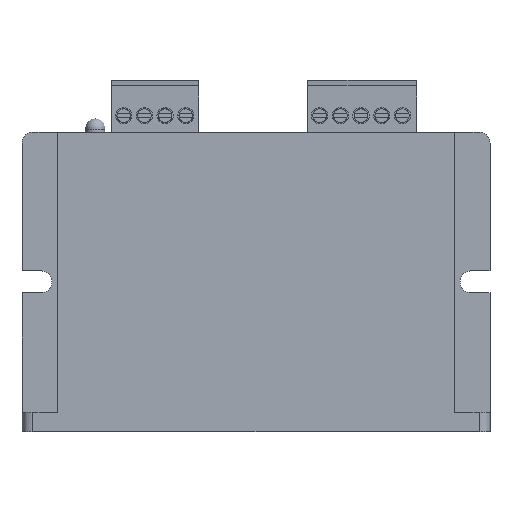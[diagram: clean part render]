
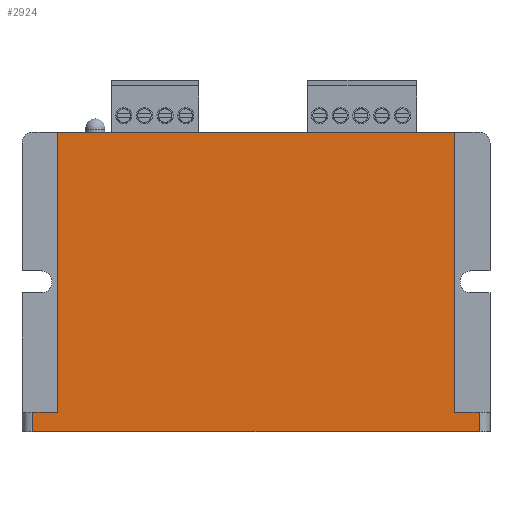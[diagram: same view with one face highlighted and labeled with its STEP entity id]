
A CAD part, left-side view. The second image highlights one B-rep face of the part: STEP entity #2924.
In plain terms, the highlighted planar face has unit normal (-1, 0, 0).
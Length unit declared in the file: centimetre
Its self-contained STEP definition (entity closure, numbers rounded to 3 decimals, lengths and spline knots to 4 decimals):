
#129=PLANE('',#3170);
#380=LINE('',#4650,#664);
#382=LINE('',#4656,#666);
#392=LINE('',#4682,#676);
#393=LINE('',#4684,#677);
#394=LINE('',#4686,#678);
#395=LINE('',#4688,#679);
#396=LINE('',#4690,#680);
#397=LINE('',#4691,#681);
#664=VECTOR('',#3861,0.35);
#666=VECTOR('',#3867,8.2);
#676=VECTOR('',#3885,0.45);
#677=VECTOR('',#3886,5.15);
#678=VECTOR('',#3887,7.3);
#679=VECTOR('',#3888,5.15);
#680=VECTOR('',#3889,0.45);
#681=VECTOR('',#3890,0.35);
#937=FACE_OUTER_BOUND('',#1148,.T.);
#1148=EDGE_LOOP('',(#2477,#2478,#2479,#2480,#2481,#2482,#2483,#2484));
#1479=VERTEX_POINT('',#4647);
#1480=VERTEX_POINT('',#4649);
#1482=VERTEX_POINT('',#4655);
#1494=VERTEX_POINT('',#4681);
#1495=VERTEX_POINT('',#4683);
#1496=VERTEX_POINT('',#4685);
#1497=VERTEX_POINT('',#4687);
#1498=VERTEX_POINT('',#4689);
#1820=EDGE_CURVE('',#1479,#1480,#380,.T.);
#1823=EDGE_CURVE('',#1482,#1480,#382,.T.);
#1836=EDGE_CURVE('',#1479,#1494,#392,.T.);
#1837=EDGE_CURVE('',#1494,#1495,#393,.T.);
#1838=EDGE_CURVE('',#1496,#1495,#394,.T.);
#1839=EDGE_CURVE('',#1496,#1497,#395,.T.);
#1840=EDGE_CURVE('',#1497,#1498,#396,.T.);
#1841=EDGE_CURVE('',#1482,#1498,#397,.T.);
#2477=ORIENTED_EDGE('',*,*,#1820,.F.);
#2478=ORIENTED_EDGE('',*,*,#1836,.T.);
#2479=ORIENTED_EDGE('',*,*,#1837,.T.);
#2480=ORIENTED_EDGE('',*,*,#1838,.F.);
#2481=ORIENTED_EDGE('',*,*,#1839,.T.);
#2482=ORIENTED_EDGE('',*,*,#1840,.T.);
#2483=ORIENTED_EDGE('',*,*,#1841,.F.);
#2484=ORIENTED_EDGE('',*,*,#1823,.T.);
#2924=ADVANCED_FACE('',(#937),#129,.T.);
#3170=AXIS2_PLACEMENT_3D('',#4680,#3883,#3884);
#3861=DIRECTION('',(0.,0.,-1.));
#3867=DIRECTION('',(0.,-1.,0.));
#3883=DIRECTION('center_axis',(-1.,0.,0.));
#3884=DIRECTION('ref_axis',(0.,-1.,0.));
#3885=DIRECTION('',(0.,1.,0.));
#3886=DIRECTION('',(0.,0.,1.));
#3887=DIRECTION('',(0.,-1.,0.));
#3888=DIRECTION('',(0.,0.,-1.));
#3889=DIRECTION('',(0.,1.,0.));
#3890=DIRECTION('',(0.,0.,1.));
#4647=CARTESIAN_POINT('',(0.,0.2,0.35));
#4649=CARTESIAN_POINT('',(0.,0.2,0.));
#4650=CARTESIAN_POINT('',(0.,0.2,0.));
#4655=CARTESIAN_POINT('',(0.,8.4,0.));
#4656=CARTESIAN_POINT('',(0.,8.6,0.));
#4680=CARTESIAN_POINT('Origin',(0.,8.6,0.));
#4681=CARTESIAN_POINT('',(0.,0.65,0.35));
#4682=CARTESIAN_POINT('',(0.,4.4625,0.35));
#4683=CARTESIAN_POINT('',(0.,0.65,5.5));
#4684=CARTESIAN_POINT('',(0.,0.65,2.75));
#4685=CARTESIAN_POINT('',(0.,7.95,5.5));
#4686=CARTESIAN_POINT('',(0.,8.6,5.5));
#4687=CARTESIAN_POINT('',(0.,7.95,0.35));
#4688=CARTESIAN_POINT('',(0.,7.95,2.75));
#4689=CARTESIAN_POINT('',(0.,8.4,0.35));
#4690=CARTESIAN_POINT('',(0.,8.4375,0.35));
#4691=CARTESIAN_POINT('',(0.,8.4,0.));
